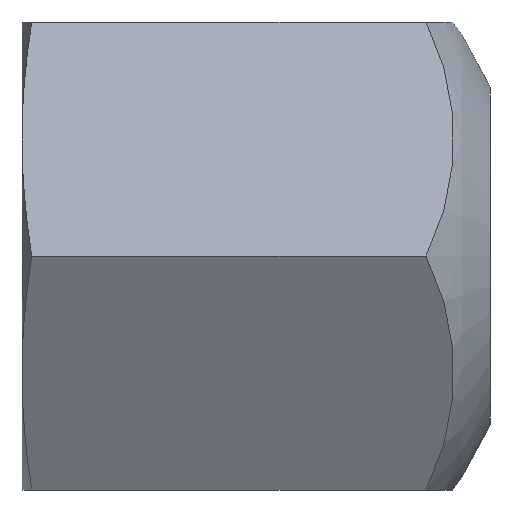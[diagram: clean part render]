
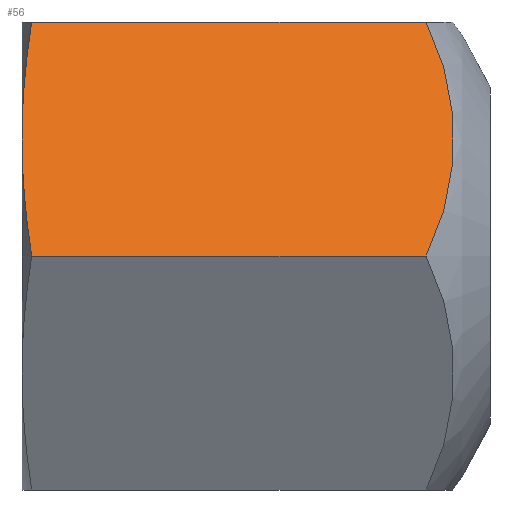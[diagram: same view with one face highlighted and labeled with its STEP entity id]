
A CAD part, front view. The second image highlights one B-rep face of the part: STEP entity #56.
In plain terms, the highlighted planar face has unit normal (0, -0.866, 0.5).
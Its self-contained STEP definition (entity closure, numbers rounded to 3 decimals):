
#56 = ADVANCED_FACE( '', ( #119 ), #120, .F. );
#119 = FACE_OUTER_BOUND( '', #186, .T. );
#120 = PLANE( '', #187 );
#186 = EDGE_LOOP( '', ( #278, #279, #280, #281, #282 ) );
#187 = AXIS2_PLACEMENT_3D( '', #283, #284, #285 );
#278 = ORIENTED_EDGE( '', *, *, #395, .F. );
#279 = ORIENTED_EDGE( '', *, *, #396, .T. );
#280 = ORIENTED_EDGE( '', *, *, #372, .T. );
#281 = ORIENTED_EDGE( '', *, *, #397, .F. );
#282 = ORIENTED_EDGE( '', *, *, #393, .F. );
#283 = CARTESIAN_POINT( '', ( 0., -10.392, 18. ) );
#284 = DIRECTION( '', ( 0., 0.866, -0.5 ) );
#285 = DIRECTION( '', ( 0., 0.5, 0.866 ) );
#372 = EDGE_CURVE( '', #430, #431, #432, .T. );
#393 = EDGE_CURVE( '', #463, #449, #465, .T. );
#395 = EDGE_CURVE( '', #467, #463, #468, .T. );
#396 = EDGE_CURVE( '', #467, #430, #469, .F. );
#397 = EDGE_CURVE( '', #449, #431, #470, .T. );
#430 = VERTEX_POINT( '', #516 );
#431 = VERTEX_POINT( '', #517 );
#432 = LINE( '', #518, #519 );
#449 = VERTEX_POINT( '', #542 );
#463 = VERTEX_POINT( '', #568 );
#465 = B_SPLINE_CURVE_WITH_KNOTS( '', 3, ( #575, #576, #577, #578, #579, #580 ), .UNSPECIFIED., .F., .F., ( 4, 2, 4 ), ( 0., 0.005, 0.01 ), .UNSPECIFIED. );
#467 = VERTEX_POINT( '', #582 );
#468 = LINE( '', #583, #584 );
#469 = CIRCLE( '', #585, 26.458 );
#470 = B_SPLINE_CURVE_WITH_KNOTS( '', 3, ( #586, #587, #588, #589, #590, #591 ), .UNSPECIFIED., .F., .F., ( 4, 2, 4 ), ( 0.01, 0.016, 0.021 ), .UNSPECIFIED. );
#516 = CARTESIAN_POINT( '', ( -4.909, -10.392, 18. ) );
#517 = CARTESIAN_POINT( '', ( -35.254, -10.392, 18. ) );
#518 = CARTESIAN_POINT( '', ( 0., -10.392, 18. ) );
#519 = VECTOR( '', #644, 1000. );
#542 = CARTESIAN_POINT( '', ( -36., -15.588, 9. ) );
#568 = CARTESIAN_POINT( '', ( -35.254, -20.785, 0. ) );
#575 = CARTESIAN_POINT( '', ( -35.254, -20.785, 0. ) );
#576 = CARTESIAN_POINT( '', ( -35.486, -19.919, 1.5 ) );
#577 = CARTESIAN_POINT( '', ( -35.674, -19.053, 3. ) );
#578 = CARTESIAN_POINT( '', ( -35.932, -17.321, 6. ) );
#579 = CARTESIAN_POINT( '', ( -36., -16.454, 7.5 ) );
#580 = CARTESIAN_POINT( '', ( -36., -15.588, 9. ) );
#582 = CARTESIAN_POINT( '', ( -4.909, -20.785, 0. ) );
#583 = CARTESIAN_POINT( '', ( 0., -20.785, 0. ) );
#584 = VECTOR( '', #675, 1000. );
#585 = AXIS2_PLACEMENT_3D( '', #676, #677, #678 );
#586 = CARTESIAN_POINT( '', ( -36., -15.588, 9. ) );
#587 = CARTESIAN_POINT( '', ( -36., -14.722, 10.5 ) );
#588 = CARTESIAN_POINT( '', ( -35.932, -13.856, 12. ) );
#589 = CARTESIAN_POINT( '', ( -35.674, -12.124, 15. ) );
#590 = CARTESIAN_POINT( '', ( -35.486, -11.258, 16.5 ) );
#591 = CARTESIAN_POINT( '', ( -35.254, -10.392, 18. ) );
#644 = DIRECTION( '', ( -1., 0., 0. ) );
#675 = DIRECTION( '', ( -1., 0., 0. ) );
#676 = CARTESIAN_POINT( '', ( -29.24, -15.588, 9. ) );
#677 = DIRECTION( '', ( 0., 0.866, -0.5 ) );
#678 = DIRECTION( '', ( 0., 0.5, 0.866 ) );
